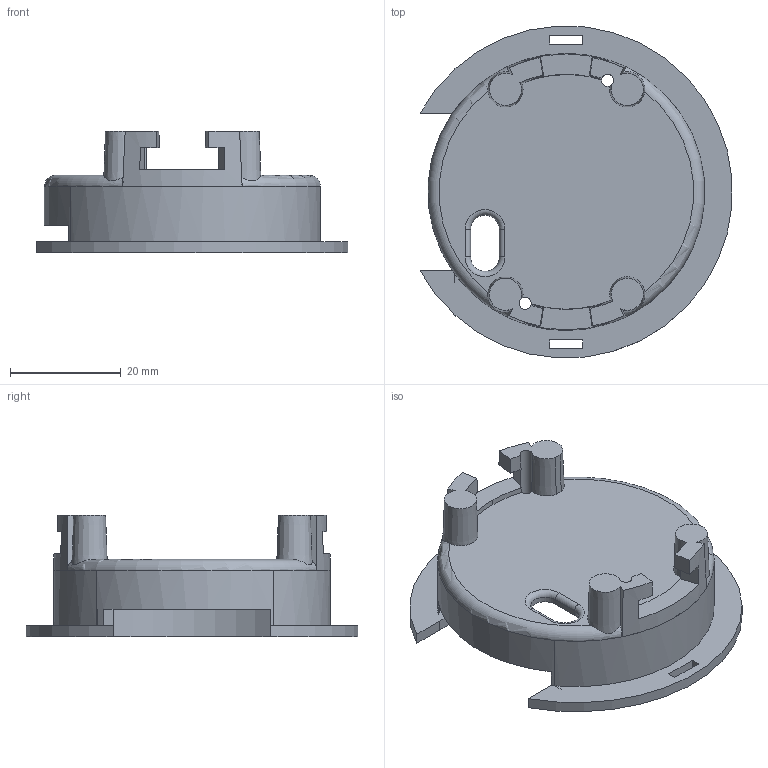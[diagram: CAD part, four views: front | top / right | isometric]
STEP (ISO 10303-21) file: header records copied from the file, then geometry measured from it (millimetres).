
FILE_DESCRIPTION(/* description */ (''),/* implementation_level */ '2;1');
FILE_NAME(/* name */ '',/* time_stamp */ '2024-10-27T17:55:32+08:00',/* author */ (''),/* organization */ (''),/* preprocessor_version */ 'ST-DEVELOPER v20',/* originating_system */ 'Autodesk Translation Framework v13.20.0.188',/* authorisation */ '');
FILE_SCHEMA (('AUTOMOTIVE_DESIGN { 1 0 10303 214 3 1 1 }'));
Length unit declared in the file: millimetre
Products named in the file (2): 盖子_顶装版; 新版盖子
Assembly tree (1 placements, depth 2):
  盖子_顶装版
    新版盖子
Bounding box: 56.3 x 59.92 x 22 mm (x, y, z)
Volume: 11097.8 mm3; surface area: 10106.4 mm2
Topology: 1 solids, 1 shells, 109 faces, 314 edges, 198 vertices
Faces by surface type: plane 73, cylinder 18, cone 14, torus 4
Full cylindrical faces by diameter (mm): 2.2 x2
Entity records: 3720 total; most frequent: CARTESIAN_POINT 818, ORIENTED_EDGE 628, DIRECTION 590, EDGE_CURVE 314, AXIS2_PLACEMENT_3D 210, VERTEX_POINT 198, LINE 170, VECTOR 170
